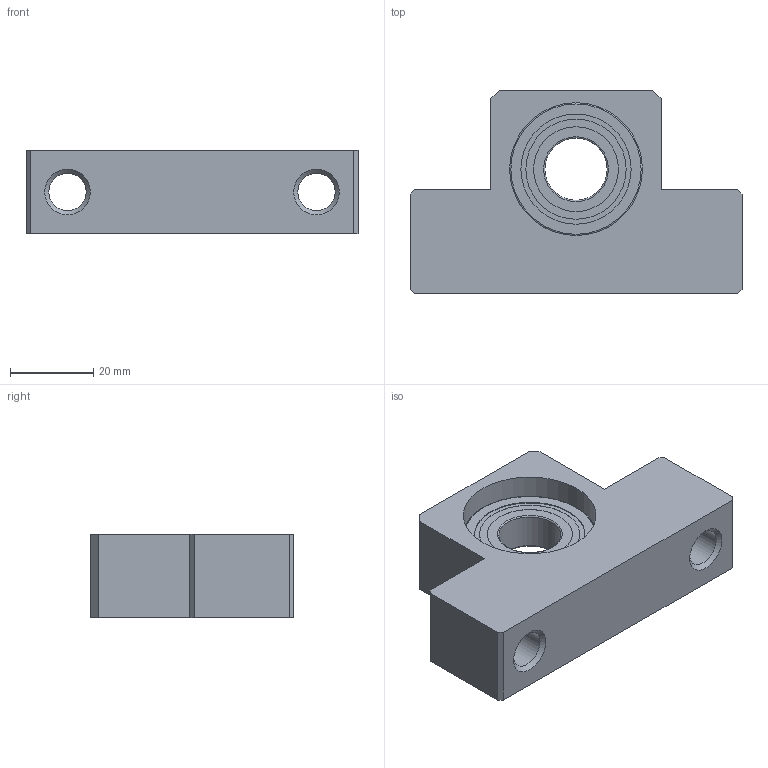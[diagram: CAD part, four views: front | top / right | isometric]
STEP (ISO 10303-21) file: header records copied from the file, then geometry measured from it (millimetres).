
FILE_DESCRIPTION( ( 'STEP AP203' ), ' ' );
FILE_NAME( 'EF_15.stp', '2018-02-07T17:14:45', ( '' ), ( '' ), ' ', 'PARTsolutions', ' ' );
FILE_SCHEMA( ( 'CONFIG_CONTROL_DESIGN' ) );
Length unit declared in the file: millimetre
Products named in the file (3): EF 15; _EF 15 Teil1; _EF 15 Teil2
Assembly tree (2 placements, depth 2):
  EF 15
    _EF 15 Teil1
    _EF 15 Teil2
Bounding box: 80 x 49 x 20 mm (x, y, z)
Volume: 45832.1 mm3; surface area: 15131.8 mm2
Topology: 2 solids, 2 shells, 43 faces, 92 edges, 59 vertices
Faces by surface type: plane 24, cylinder 11, cone 4, torus 4
Full cylindrical faces by diameter (mm): 9 x2, 15 x1, 20.44 x2, 24.16 x2, 26.56 x2, 32 x2
Entity records: 1180 total; most frequent: DIRECTION 194, CARTESIAN_POINT 176, ORIENTED_EDGE 144, AXIS2_PLACEMENT_3D 76, EDGE_LOOP 76, EDGE_CURVE 72, FACE_OUTER_BOUND 58, VERTEX_POINT 58
